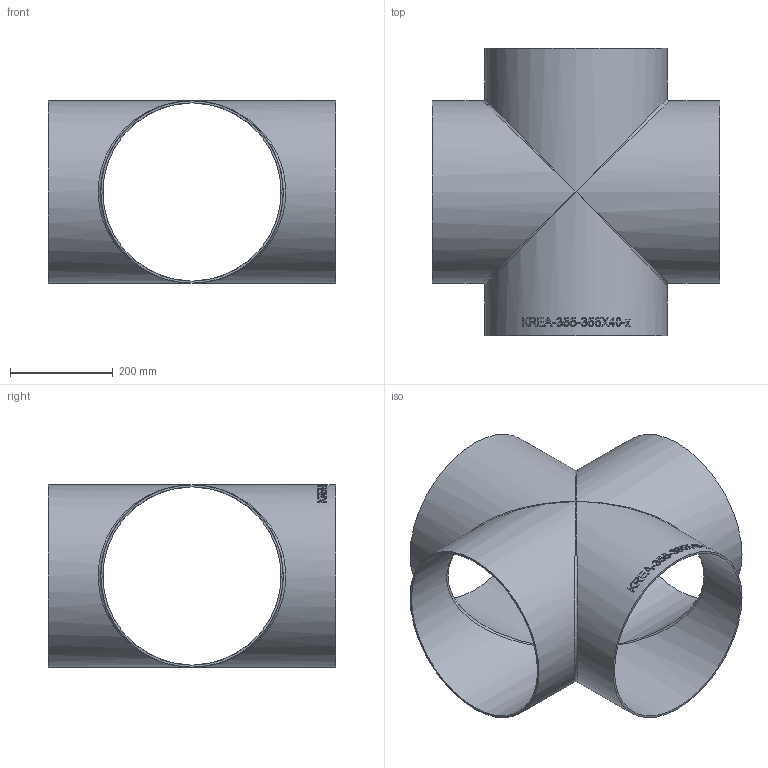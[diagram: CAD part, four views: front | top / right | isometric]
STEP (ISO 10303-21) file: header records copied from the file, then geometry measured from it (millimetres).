
FILE_DESCRIPTION (( 'STEP AP214' ), '1' );
FILE_NAME ('KREA-355-355X40-x Kreuz-Stück 2005.STEP', '2020-05-14T08:18:10', ( '' ), ( '' ), 'SwSTEP 2.0', 'SolidWorks 2019', '' );
FILE_SCHEMA (( 'AUTOMOTIVE_DESIGN' ));
Length unit declared in the file: millimetre
Products named in the file (1): KREA-355-355X40-x Kreuz-Stück 2005
Bounding box: 560 x 560 x 355.6 mm (x, y, z)
Volume: 2960793.8 mm3; surface area: 1497712.2 mm2
Topology: 1 solids, 1 shells, 262 faces, 714 edges, 456 vertices
Faces by surface type: bspline 152, plane 81, cylinder 29
Full cylindrical faces by diameter (mm): 347.6 x4, 355.6 x4
Entity records: 37617 total; most frequent: CARTESIAN_POINT 29802, ORIENTED_EDGE 1374, EDGE_CURVE 687, DIRECTION 542, B_SPLINE_CURVE_WITH_KNOTS 457, VERTEX_POINT 454, EDGE_LOOP 295, FACE_OUTER_BOUND 270
